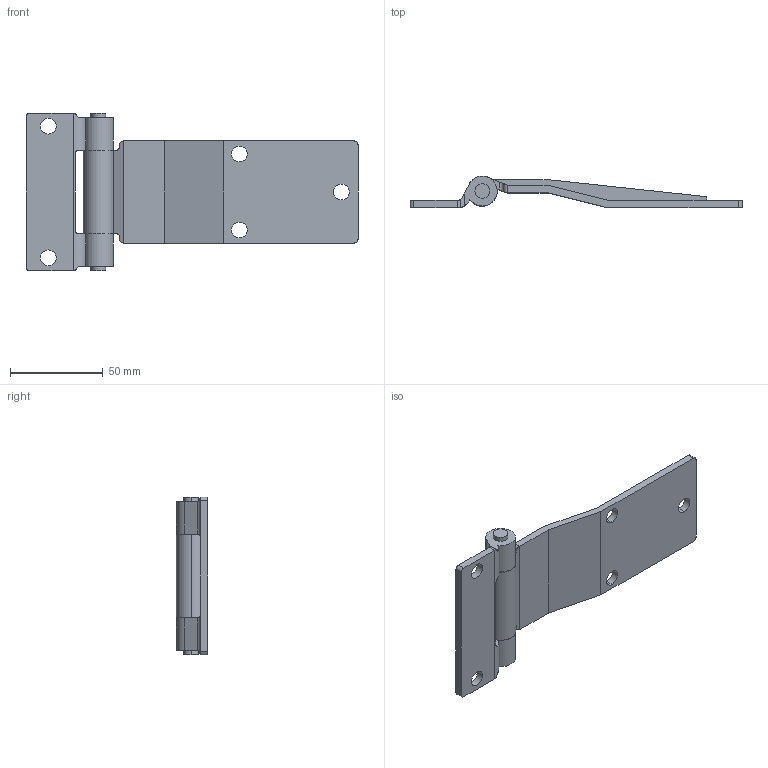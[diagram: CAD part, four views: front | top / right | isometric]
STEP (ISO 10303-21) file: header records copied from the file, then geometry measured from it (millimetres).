
FILE_DESCRIPTION (( 'STEP AP203' ), '1' );
FILE_NAME ('B-1848N.STEP', '2009-09-11T04:47:01', ( ' ' ), ( ' ' ), 'SwSTEP 2.0', 'SolidWorks 2007', '' );
FILE_SCHEMA (( 'CONFIG_CONTROL_DESIGN' ));
Length unit declared in the file: millimetre
Products named in the file (4): B-1848N固定ヒンジ__ﾃﾞﾌｫﾙﾄ; B-1848N; B-1848N可動ヒンジ__ﾃﾞﾌｫﾙﾄ; B-1848N幉__棉太倌
Assembly tree (3 placements, depth 2):
  B-1848N
    B-1848N幉__棉太倌
    B-1848N可動ヒンジ__ﾃﾞﾌｫﾙﾄ
    B-1848N固定ヒンジ__ﾃﾞﾌｫﾙﾄ
Bounding box: 179 x 17.12 x 85 mm (x, y, z)
Volume: 64964.4 mm3; surface area: 31703.9 mm2
Topology: 3 solids, 3 shells, 79 faces, 219 edges, 146 vertices
Faces by surface type: plane 40, cylinder 39
Entity records: 3089 total; most frequent: CARTESIAN_POINT 622, ORIENTED_EDGE 438, DIRECTION 427, EDGE_CURVE 219, AXIS2_PLACEMENT_3D 149, VERTEX_POINT 146, VECTOR 129, LINE 129
